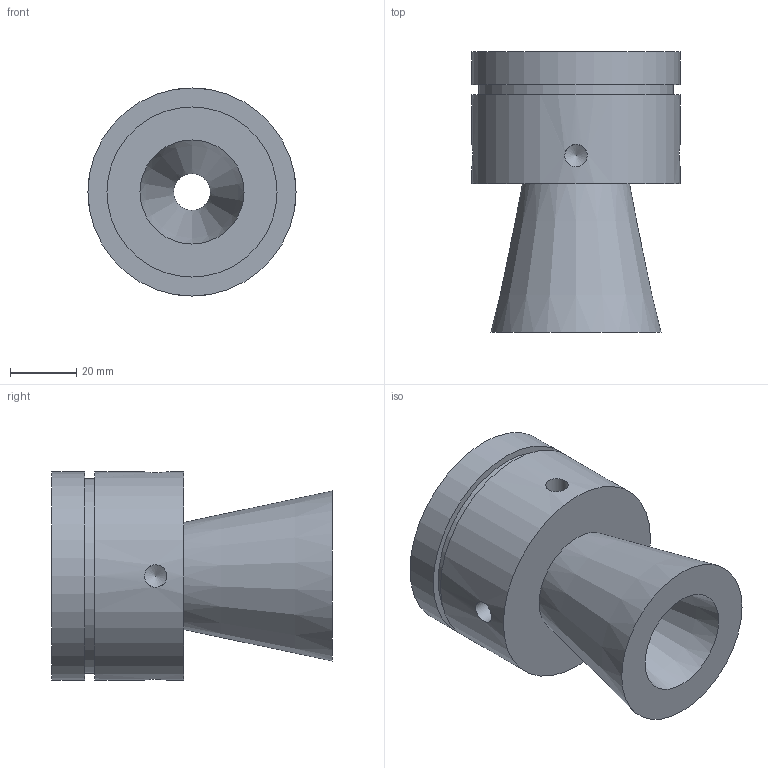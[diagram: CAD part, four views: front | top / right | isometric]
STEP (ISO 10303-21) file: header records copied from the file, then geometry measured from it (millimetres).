
FILE_DESCRIPTION(/* description */ (''),/* implementation_level */ '2;1');
FILE_NAME(/* name */ 'nozzle v4.step',/* time_stamp */ '2021-03-14T16:02:15+03:00',/* author */ (''),/* organization */ (''),/* preprocessor_version */ 'ST-DEVELOPER v18.1',/* originating_system */ 'Autodesk Translation Framework v9.10.0.1330',/* authorisation */ '');
FILE_SCHEMA (('AUTOMOTIVE_DESIGN { 1 0 10303 214 3 1 1 }'));
Length unit declared in the file: millimetre
Products named in the file (2): nozzle; Component1
Assembly tree (1 placements, depth 2):
  nozzle
    Component1
Bounding box: 63 x 84.95 x 63 mm (x, y, z)
Volume: 118929.4 mm3; surface area: 28514.9 mm2
Topology: 1 solids, 1 shells, 18 faces, 38 edges, 23 vertices
Faces by surface type: cone 7, cylinder 7, plane 4
Full cylindrical faces by diameter (mm): 6.779 x4, 58.8 x1, 63 x2
Entity records: 641 total; most frequent: CARTESIAN_POINT 212, DIRECTION 85, ORIENTED_EDGE 68, AXIS2_PLACEMENT_3D 35, EDGE_CURVE 34, EDGE_LOOP 25, VERTEX_POINT 23, FACE_OUTER_BOUND 18
